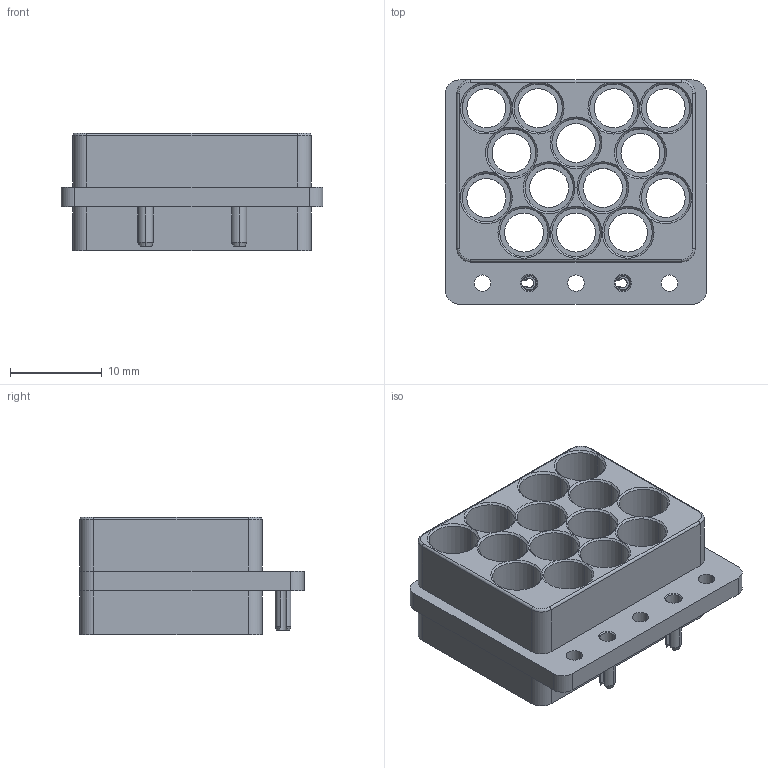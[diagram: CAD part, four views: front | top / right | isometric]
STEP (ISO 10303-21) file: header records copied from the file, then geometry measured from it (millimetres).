
FILE_DESCRIPTION (( 'STEP AP214' ), '1' );
FILE_NAME ('FMCN49824_3D.step', '2023-09-20T09:15:24', ( '' ), ( '' ), 'SwSTEP 2.0', 'SolidWorks 2022', '' );
FILE_SCHEMA (( 'AUTOMOTIVE_DESIGN' ));
Length unit declared in the file: foot
Products named in the file (4): 005-VTC14C-CS.stp; SMPM VITA 67.3 14 Port Backplane Module（005-VTC14C-CS）.stp; FMCN49824_3D; Copy of C^FMCN49824
Assembly tree (4 placements, depth 3):
  FMCN49824_3D
    SMPM VITA 67.3 14 Port Backplane Module（005-VTC14C-CS）.stp
      005-VTC14C-CS.stp
    Copy of C^FMCN49824  x2
Bounding box: 28.45 x 24.38 x 12.76 mm (x, y, z)
Volume: 3261.3 mm3; surface area: 5047.2 mm2
Topology: 3 solids, 3 shells, 216 faces, 526 edges, 320 vertices
Faces by surface type: cylinder 88, cone 78, plane 46, torus 4
Entity records: 6103 total; most frequent: DIRECTION 1134, CARTESIAN_POINT 1071, ORIENTED_EDGE 968, EDGE_CURVE 484, AXIS2_PLACEMENT_3D 469, VERTEX_POINT 296, CIRCLE 265, EDGE_LOOP 238
